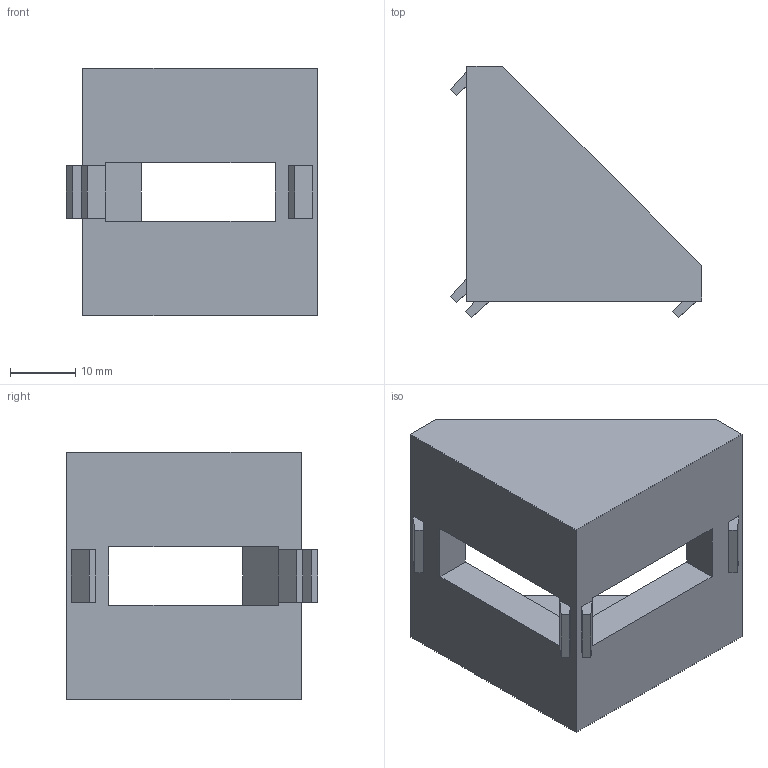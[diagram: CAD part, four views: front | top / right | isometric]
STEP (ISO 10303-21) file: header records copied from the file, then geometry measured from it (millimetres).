
FILE_DESCRIPTION(('HOOPS Exchange Step'),'2;1');
FILE_NAME('export-CDC6364B-7921-40F7-99B1-753DD6D001CE.stp','2022-04-11T22:53:00+03:00',('othaa'),('Alibre'),'HOOPS Exchange 2020.1','Alibre','Unknown authorisation');
FILE_SCHEMA( ('AP242_MANAGED_MODEL_BASED_3D_ENGINEERING_MIM_LF {1 0 10303 442 1 1 4 }') );
Length unit declared in the file: millimetre
Products named in the file (1): 40x40 corner
Bounding box: 38.5 x 38.5 x 38 mm (x, y, z)
Volume: 16384.4 mm3; surface area: 7990.9 mm2
Topology: 1 solids, 1 shells, 42 faces, 106 edges, 68 vertices
Faces by surface type: plane 42
Entity records: 1264 total; most frequent: CARTESIAN_POINT 218, ORIENTED_EDGE 212, DIRECTION 194, VECTOR 106, LINE 106, EDGE_CURVE 106, VERTEX_POINT 68, EDGE_LOOP 48
